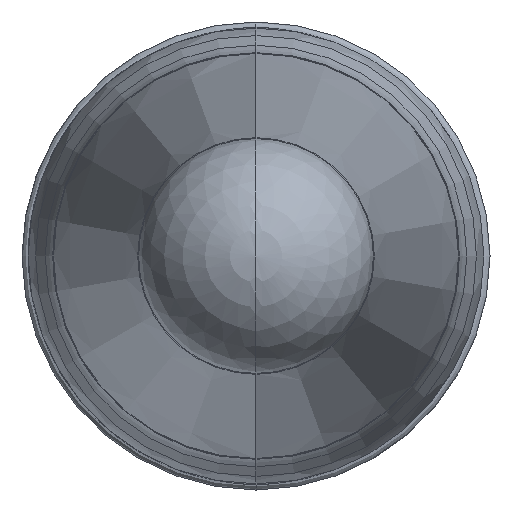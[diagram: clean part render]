
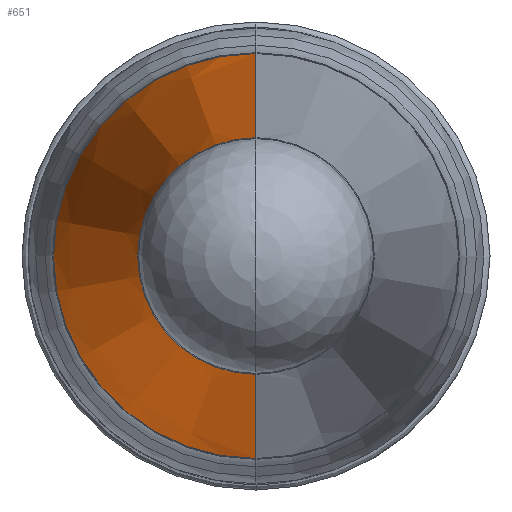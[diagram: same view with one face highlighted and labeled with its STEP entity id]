
A CAD part, left-side view. The second image highlights one B-rep face of the part: STEP entity #651.
In plain terms, the highlighted conical face has half-angle 5.597 degrees and reference radius 5.869 mm.
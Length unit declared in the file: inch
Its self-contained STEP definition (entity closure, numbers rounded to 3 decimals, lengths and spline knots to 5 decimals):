
#173 = AXIS2_PLACEMENT_3D ( 'NONE', #8312, #3874, #6534 ) ;
#463 = VERTEX_POINT ( 'NONE', #4204 ) ;
#610 = DIRECTION ( 'NONE',  ( 0.995, 0., 0.098 ) ) ;
#651 = ADVANCED_FACE ( 'NONE', ( #2923 ), #7084, .T. ) ;
#812 = VERTEX_POINT ( 'NONE', #7926 ) ;
#1170 = CARTESIAN_POINT ( 'NONE',  ( -11.65723, 0., 0. ) ) ;
#1175 = DIRECTION ( 'NONE',  ( 0.995, 0., -0.098 ) ) ;
#1283 = LINE ( 'NONE', #10766, #2223 ) ;
#1319 = CARTESIAN_POINT ( 'NONE',  ( -11.65723, 0., 0. ) ) ;
#2080 = ORIENTED_EDGE ( 'NONE', *, *, #7027, .T. ) ;
#2223 = VECTOR ( 'NONE', #1175, 39.37008 ) ;
#2923 = FACE_OUTER_BOUND ( 'NONE', #6655, .T. ) ;
#3062 = EDGE_CURVE ( 'NONE', #4117, #10867, #4218, .T. ) ;
#3515 = ORIENTED_EDGE ( 'NONE', *, *, #3062, .F. ) ;
#3759 = EDGE_CURVE ( 'NONE', #463, #4117, #1283, .T. ) ;
#3874 = DIRECTION ( 'NONE',  ( 1., 0., 0. ) ) ;
#4073 = LINE ( 'NONE', #9291, #8274 ) ;
#4117 = VERTEX_POINT ( 'NONE', #6342 ) ;
#4204 = CARTESIAN_POINT ( 'NONE',  ( -12.63777, 0., -0.13495 ) ) ;
#4218 = CIRCLE ( 'NONE', #9925, 0.23105 ) ;
#4678 = DIRECTION ( 'NONE',  ( 0., 0., -1. ) ) ;
#4828 = DIRECTION ( 'NONE',  ( 0., 0., -1. ) ) ;
#4948 = CIRCLE ( 'NONE', #173, 0.13495 ) ;
#6342 = CARTESIAN_POINT ( 'NONE',  ( -11.65723, 0., -0.23105 ) ) ;
#6448 = DIRECTION ( 'NONE',  ( 1., 0., 0. ) ) ;
#6534 = DIRECTION ( 'NONE',  ( 0., 0., -1. ) ) ;
#6655 = EDGE_LOOP ( 'NONE', ( #7241, #2080, #3515, #11389 ) ) ;
#6678 = EDGE_CURVE ( 'NONE', #463, #812, #4948, .T. ) ;
#7027 = EDGE_CURVE ( 'NONE', #812, #10867, #4073, .T. ) ;
#7084 = CONICAL_SURFACE ( 'NONE', #11291, 0.23105, 0.098 ) ;
#7241 = ORIENTED_EDGE ( 'NONE', *, *, #6678, .T. ) ;
#7329 = DIRECTION ( 'NONE',  ( 1., 0., 0. ) ) ;
#7926 = CARTESIAN_POINT ( 'NONE',  ( -12.63777, 0., 0.13495 ) ) ;
#8274 = VECTOR ( 'NONE', #610, 39.37008 ) ;
#8312 = CARTESIAN_POINT ( 'NONE',  ( -12.63777, 0., 0. ) ) ;
#8337 = CARTESIAN_POINT ( 'NONE',  ( -11.65723, 0., 0.23105 ) ) ;
#9291 = CARTESIAN_POINT ( 'NONE',  ( -11.65723, 0., 0.23105 ) ) ;
#9925 = AXIS2_PLACEMENT_3D ( 'NONE', #1170, #7329, #4678 ) ;
#10766 = CARTESIAN_POINT ( 'NONE',  ( -11.65723, 0., -0.23105 ) ) ;
#10867 = VERTEX_POINT ( 'NONE', #8337 ) ;
#11291 = AXIS2_PLACEMENT_3D ( 'NONE', #1319, #6448, #4828 ) ;
#11389 = ORIENTED_EDGE ( 'NONE', *, *, #3759, .F. ) ;
